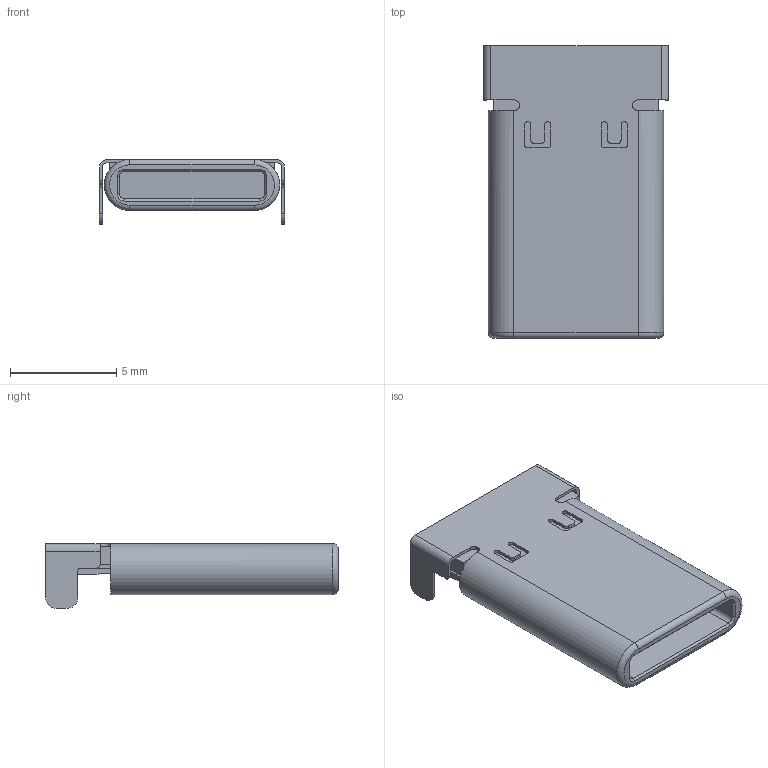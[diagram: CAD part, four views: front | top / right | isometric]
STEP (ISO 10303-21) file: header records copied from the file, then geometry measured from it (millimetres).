
FILE_DESCRIPTION((''),'2;1');
FILE_NAME('PLUG-USBC-121SMT-4BS2S','2022-10-24T16:10:48',('jirenqiang'),(''),'CREO PARAMETRIC BY PTC INC, 2018050','CREO PARAMETRIC BY PTC INC, 2018050','');
FILE_SCHEMA(('CONFIG_CONTROL_DESIGN'));
Length unit declared in the file: millimetre
Products named in the file (1): PLUG-USBC-121SMT-4BS2S
Bounding box: 8.7 x 13.75 x 3.05 mm (x, y, z)
Volume: 129.2 mm3; surface area: 502.7 mm2
Topology: 1 solids, 1 shells, 287 faces, 786 edges, 520 vertices
Faces by surface type: plane 183, cylinder 90, extrusion 8, cone 4, torus 2
Entity records: 9226 total; most frequent: CARTESIAN_POINT 1733, ORIENTED_EDGE 1572, DIRECTION 1532, EDGE_CURVE 786, VECTOR 582, LINE 574, VERTEX_POINT 520, AXIS2_PLACEMENT_3D 475
